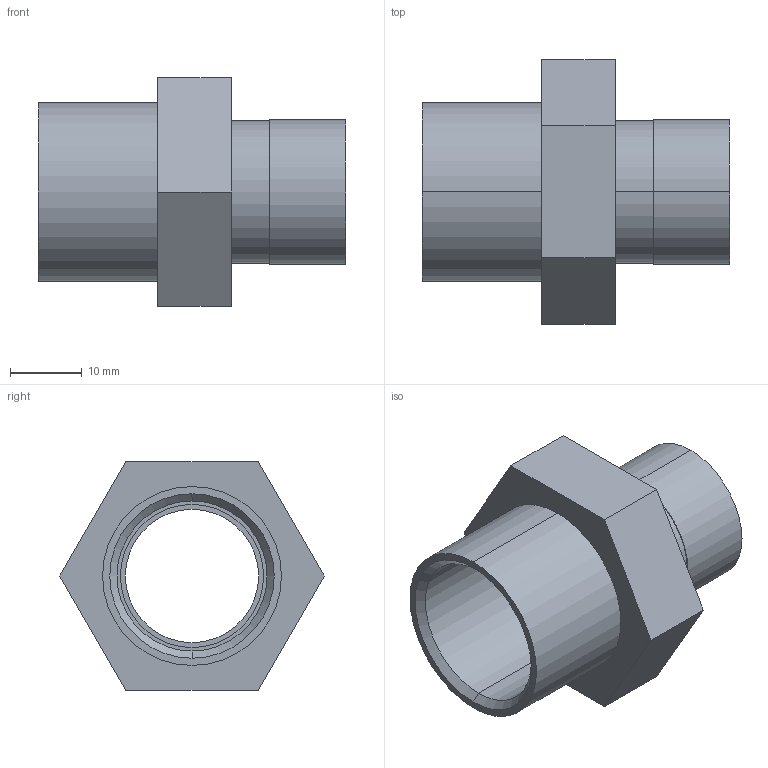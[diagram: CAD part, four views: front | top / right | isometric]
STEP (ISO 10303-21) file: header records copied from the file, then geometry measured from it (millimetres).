
FILE_DESCRIPTION(('STEP AP214'),'1');
FILE_NAME('cctmp_A80690AF-31E6-4B62-9762-EE78791C0448_2022_03_09_09_37_32_0287..stp','2022-03-09T08:37:32',('Praher Valves GmbH'),('CADClick - www.CADClick.com'),'Spatial InterOp 3D',' ','unknown authorization');
FILE_SCHEMA(('AUTOMOTIVE_DESIGN'));
Length unit declared in the file: millimetre
Products named in the file (1): 1
Bounding box: 43 x 36.95 x 32 mm (x, y, z)
Volume: 8894.2 mm3; surface area: 7372.1 mm2
Topology: 2 solids, 2 shells, 27 faces, 58 edges, 38 vertices
Faces by surface type: plane 13, cylinder 12, cone 2
Entity records: 1002 total; most frequent: DIRECTION 142, CARTESIAN_POINT 125, ORIENTED_EDGE 116, EDGE_CURVE 58, AXIS2_PLACEMENT_3D 55, VERTEX_POINT 38, EDGE_LOOP 34, LINE 32
